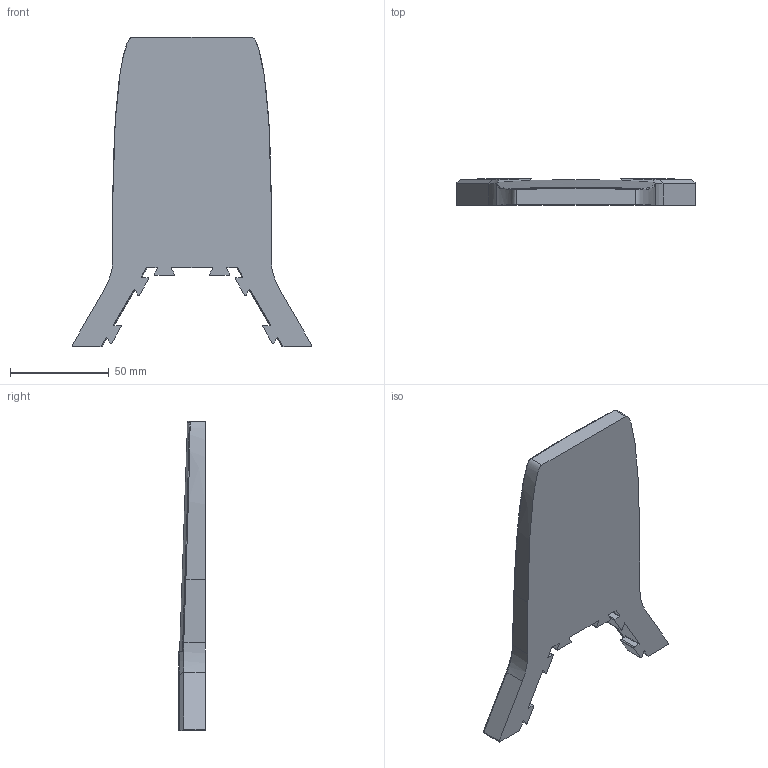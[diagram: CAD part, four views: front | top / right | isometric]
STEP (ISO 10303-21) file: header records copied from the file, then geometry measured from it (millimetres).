
FILE_DESCRIPTION (( 'STEP AP214' ), '1' );
FILE_NAME ('HandRest.STEP', '2023-12-30T21:18:49', ( '' ), ( '' ), 'SwSTEP 2.0', 'SolidWorks 2022', '' );
FILE_SCHEMA (( 'AUTOMOTIVE_DESIGN' ));
Length unit declared in the file: millimetre
Products named in the file (1): HandRest
Bounding box: 121.27 x 13.5 x 156.37 mm (x, y, z)
Volume: 113299 mm3; surface area: 27583.5 mm2
Topology: 1 solids, 1 shells, 87 faces, 247 edges, 162 vertices
Faces by surface type: plane 45, cylinder 34, bspline 8
Entity records: 3579 total; most frequent: CARTESIAN_POINT 1334, ORIENTED_EDGE 494, DIRECTION 430, EDGE_CURVE 247, VERTEX_POINT 162, LINE 150, VECTOR 150, AXIS2_PLACEMENT_3D 140
